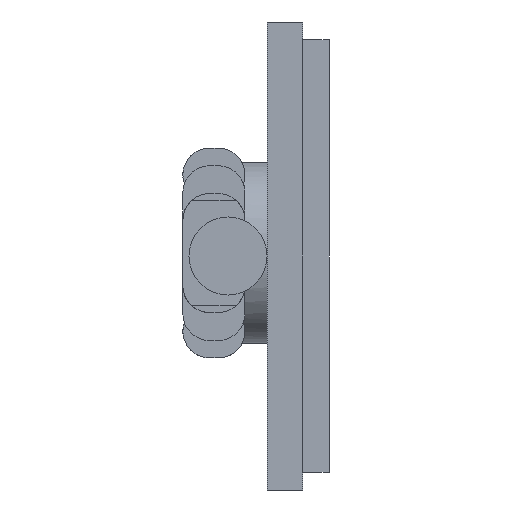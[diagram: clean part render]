
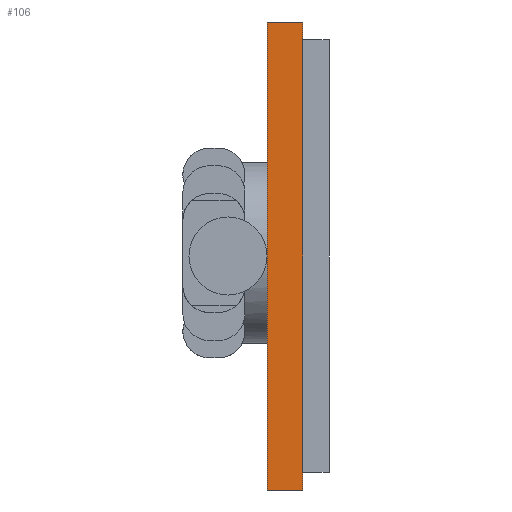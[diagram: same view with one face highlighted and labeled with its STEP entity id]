
A CAD part, left-side view. The second image highlights one B-rep face of the part: STEP entity #106.
In plain terms, the highlighted planar face has unit normal (-1, 0, 0).
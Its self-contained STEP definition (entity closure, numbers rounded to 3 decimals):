
#45 = ORIENTED_EDGE ( 'NONE', *, *, #305, .F. ) ;
#106 = ADVANCED_FACE ( 'NONE', ( #1078 ), #411, .T. ) ;
#183 = EDGE_CURVE ( 'NONE', #2302, #1094, #3289, .T. ) ;
#236 = CARTESIAN_POINT ( 'NONE',  ( -46.998, 0., -6.698 ) ) ;
#240 = CARTESIAN_POINT ( 'NONE',  ( -46.998, 0., 0. ) ) ;
#305 = EDGE_CURVE ( 'NONE', #3493, #1094, #1984, .T. ) ;
#306 = CARTESIAN_POINT ( 'NONE',  ( -46.998, -0.508, 0. ) ) ;
#363 = VECTOR ( 'NONE', #1782, 1000. ) ;
#411 = PLANE ( 'NONE',  #3074 ) ;
#513 = VERTEX_POINT ( 'NONE', #1342 ) ;
#694 = EDGE_LOOP ( 'NONE', ( #45, #1273, #812, #3355 ) ) ;
#746 = DIRECTION ( 'NONE',  ( 0., 1., 0. ) ) ;
#812 = ORIENTED_EDGE ( 'NONE', *, *, #816, .T. ) ;
#816 = EDGE_CURVE ( 'NONE', #513, #2302, #2410, .T. ) ;
#916 = CARTESIAN_POINT ( 'NONE',  ( -46.998, -0.508, -6.698 ) ) ;
#1009 = DIRECTION ( 'NONE',  ( 0., 0., 1. ) ) ;
#1078 = FACE_OUTER_BOUND ( 'NONE', #694, .T. ) ;
#1094 = VERTEX_POINT ( 'NONE', #240 ) ;
#1217 = CARTESIAN_POINT ( 'NONE',  ( -46.998, -0.508, 0. ) ) ;
#1273 = ORIENTED_EDGE ( 'NONE', *, *, #1828, .F. ) ;
#1342 = CARTESIAN_POINT ( 'NONE',  ( -46.998, -0.508, -6.698 ) ) ;
#1782 = DIRECTION ( 'NONE',  ( 0., 1., 0. ) ) ;
#1811 = VECTOR ( 'NONE', #746, 1000. ) ;
#1828 = EDGE_CURVE ( 'NONE', #513, #3493, #2279, .T. ) ;
#1829 = CARTESIAN_POINT ( 'NONE',  ( -46.998, 0., -6.698 ) ) ;
#1984 = LINE ( 'NONE', #1829, #3325 ) ;
#2064 = CARTESIAN_POINT ( 'NONE',  ( -46.998, -0.508, -6.698 ) ) ;
#2279 = LINE ( 'NONE', #3506, #1811 ) ;
#2302 = VERTEX_POINT ( 'NONE', #306 ) ;
#2410 = LINE ( 'NONE', #2064, #3191 ) ;
#2847 = DIRECTION ( 'NONE',  ( -1., 0., 0. ) ) ;
#3074 = AXIS2_PLACEMENT_3D ( 'NONE', #916, #2847, #3464 ) ;
#3168 = DIRECTION ( 'NONE',  ( 0., 0., 1. ) ) ;
#3191 = VECTOR ( 'NONE', #3168, 1000. ) ;
#3289 = LINE ( 'NONE', #1217, #363 ) ;
#3325 = VECTOR ( 'NONE', #1009, 1000. ) ;
#3355 = ORIENTED_EDGE ( 'NONE', *, *, #183, .T. ) ;
#3464 = DIRECTION ( 'NONE',  ( 0., 0., 1. ) ) ;
#3493 = VERTEX_POINT ( 'NONE', #236 ) ;
#3506 = CARTESIAN_POINT ( 'NONE',  ( -46.998, -0.508, -6.698 ) ) ;
